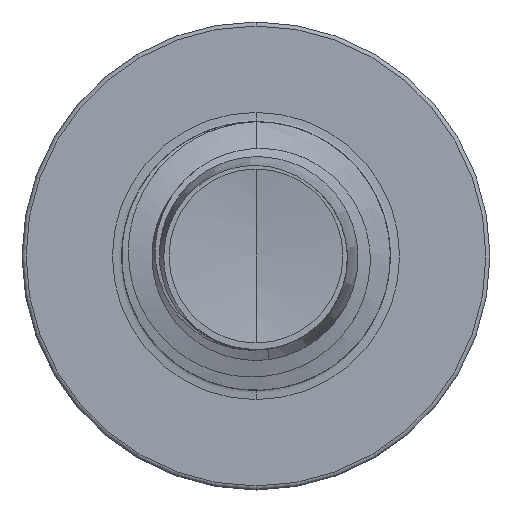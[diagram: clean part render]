
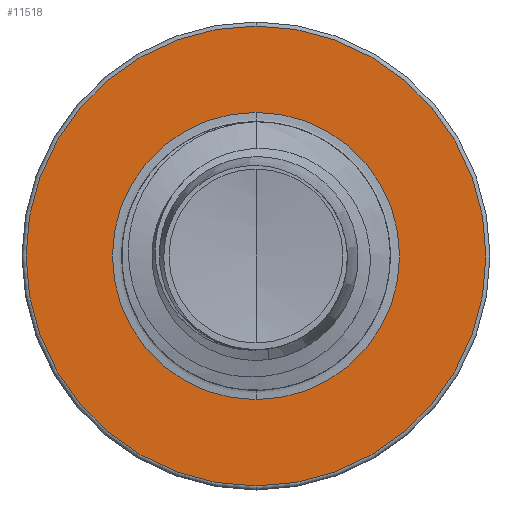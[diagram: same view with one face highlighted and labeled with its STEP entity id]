
A CAD part, front view. The second image highlights one B-rep face of the part: STEP entity #11518.
In plain terms, the highlighted planar face has unit normal (0, -1, 0).
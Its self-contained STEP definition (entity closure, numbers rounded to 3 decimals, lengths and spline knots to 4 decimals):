
#40 = VERTEX_POINT ( 'NONE', #13901 ) ;
#489 = DIRECTION ( 'NONE',  ( 0., 0., 1. ) ) ;
#1194 = AXIS2_PLACEMENT_3D ( 'NONE', #5895, #24589, #8727 ) ;
#1703 = AXIS2_PLACEMENT_3D ( 'NONE', #29174, #14036, #31496 ) ;
#1926 = AXIS2_PLACEMENT_3D ( 'NONE', #16150, #33515, #18841 ) ;
#2035 = DIRECTION ( 'NONE',  ( 0., 0., 1. ) ) ;
#3247 = CARTESIAN_POINT ( 'NONE',  ( 0., 15., -1.872 ) ) ;
#5641 = EDGE_LOOP ( 'NONE', ( #18826, #11656 ) ) ;
#5895 = CARTESIAN_POINT ( 'NONE',  ( 0., 15., 0. ) ) ;
#7577 = CIRCLE ( 'NONE', #1194, 2.9975 ) ;
#8727 = DIRECTION ( 'NONE',  ( 0., 0., 1. ) ) ;
#10042 = EDGE_CURVE ( 'NONE', #12868, #22049, #14139, .T. ) ;
#11068 = FACE_BOUND ( 'NONE', #5641, .T. ) ;
#11220 = FACE_OUTER_BOUND ( 'NONE', #11323, .T. ) ;
#11323 = EDGE_LOOP ( 'NONE', ( #16614, #27259 ) ) ;
#11518 = ADVANCED_FACE ( 'NONE', ( #11220, #11068 ), #31771, .F. ) ;
#11656 = ORIENTED_EDGE ( 'NONE', *, *, #10042, .T. ) ;
#12868 = VERTEX_POINT ( 'NONE', #31747 ) ;
#13901 = CARTESIAN_POINT ( 'NONE',  ( 0., 15., -2.9975 ) ) ;
#14036 = DIRECTION ( 'NONE',  ( 0., 1., 0. ) ) ;
#14139 = CIRCLE ( 'NONE', #33624, 1.872 ) ;
#14617 = AXIS2_PLACEMENT_3D ( 'NONE', #3247, #17003, #489 ) ;
#16150 = CARTESIAN_POINT ( 'NONE',  ( 0., 15., 0. ) ) ;
#16614 = ORIENTED_EDGE ( 'NONE', *, *, #26015, .F. ) ;
#17003 = DIRECTION ( 'NONE',  ( 0., 1., 0. ) ) ;
#17011 = CIRCLE ( 'NONE', #1926, 2.9975 ) ;
#17205 = CARTESIAN_POINT ( 'NONE',  ( 0., 15., 1.872 ) ) ;
#18052 = VERTEX_POINT ( 'NONE', #18349 ) ;
#18349 = CARTESIAN_POINT ( 'NONE',  ( 0., 15., 2.9975 ) ) ;
#18427 = DIRECTION ( 'NONE',  ( 0., 1., 0. ) ) ;
#18826 = ORIENTED_EDGE ( 'NONE', *, *, #29237, .T. ) ;
#18841 = DIRECTION ( 'NONE',  ( 0., 0., 1. ) ) ;
#22049 = VERTEX_POINT ( 'NONE', #17205 ) ;
#23953 = EDGE_CURVE ( 'NONE', #40, #18052, #17011, .T. ) ;
#24589 = DIRECTION ( 'NONE',  ( 0., 1., 0. ) ) ;
#25859 = CIRCLE ( 'NONE', #1703, 1.872 ) ;
#26015 = EDGE_CURVE ( 'NONE', #18052, #40, #7577, .T. ) ;
#27259 = ORIENTED_EDGE ( 'NONE', *, *, #23953, .F. ) ;
#29174 = CARTESIAN_POINT ( 'NONE',  ( 0., 15., 0. ) ) ;
#29237 = EDGE_CURVE ( 'NONE', #22049, #12868, #25859, .T. ) ;
#31496 = DIRECTION ( 'NONE',  ( 0., 0., 1. ) ) ;
#31747 = CARTESIAN_POINT ( 'NONE',  ( 0., 15., -1.872 ) ) ;
#31771 = PLANE ( 'NONE',  #14617 ) ;
#33132 = CARTESIAN_POINT ( 'NONE',  ( 0., 15., 0. ) ) ;
#33515 = DIRECTION ( 'NONE',  ( 0., 1., 0. ) ) ;
#33624 = AXIS2_PLACEMENT_3D ( 'NONE', #33132, #18427, #2035 ) ;
